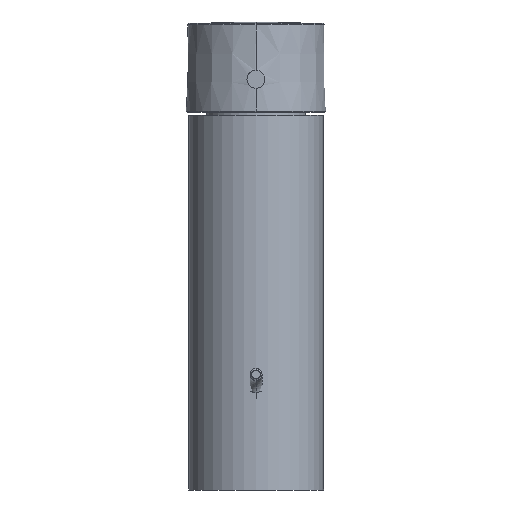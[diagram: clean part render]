
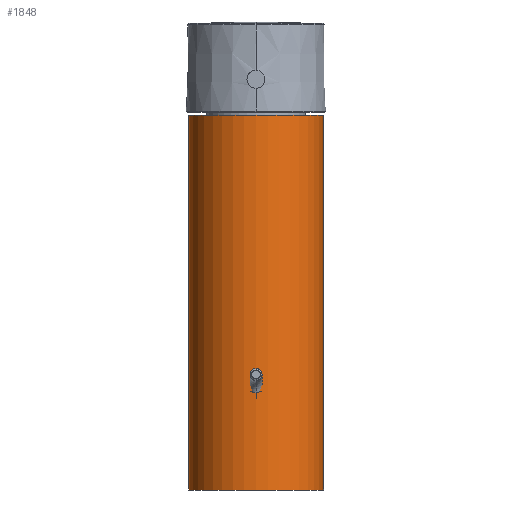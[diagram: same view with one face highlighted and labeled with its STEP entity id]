
A CAD part, left-side view. The second image highlights one B-rep face of the part: STEP entity #1848.
In plain terms, the highlighted cylindrical face has radius 22.5 mm (diameter 45 mm), a partial arc.
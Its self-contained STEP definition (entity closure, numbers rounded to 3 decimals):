
#6 = DIRECTION ( 'NONE',  ( 0., 0., 1. ) ) ;
#7 = DIRECTION ( 'NONE',  ( 0., 1., 0. ) ) ;
#21 = VERTEX_POINT ( 'NONE', #706 ) ;
#58 = CARTESIAN_POINT ( 'NONE',  ( 0., -125., -22.5 ) ) ;
#82 = EDGE_CURVE ( 'NONE', #718, #21, #2141, .T. ) ;
#260 = CARTESIAN_POINT ( 'NONE',  ( 0., -125., -22.5 ) ) ;
#262 = ORIENTED_EDGE ( 'NONE', *, *, #639, .T. ) ;
#338 = DIRECTION ( 'NONE',  ( 0., 1., 0. ) ) ;
#392 = CARTESIAN_POINT ( 'NONE',  ( 0., -125., 22.5 ) ) ;
#551 = DIRECTION ( 'NONE',  ( 0., 1., 0. ) ) ;
#598 = VERTEX_POINT ( 'NONE', #1853 ) ;
#606 = ORIENTED_EDGE ( 'NONE', *, *, #1845, .F. ) ;
#639 = EDGE_CURVE ( 'NONE', #21, #598, #1094, .T. ) ;
#706 = CARTESIAN_POINT ( 'NONE',  ( 0., -125., 22.5 ) ) ;
#718 = VERTEX_POINT ( 'NONE', #260 ) ;
#770 = CARTESIAN_POINT ( 'NONE',  ( 0., -125., 0. ) ) ;
#776 = ORIENTED_EDGE ( 'NONE', *, *, #82, .T. ) ;
#864 = AXIS2_PLACEMENT_3D ( 'NONE', #1159, #338, #1710 ) ;
#971 = AXIS2_PLACEMENT_3D ( 'NONE', #770, #7, #1976 ) ;
#1001 = EDGE_CURVE ( 'NONE', #718, #2120, #1054, .T. ) ;
#1012 = CIRCLE ( 'NONE', #2433, 22.5 ) ;
#1054 = LINE ( 'NONE', #58, #2077 ) ;
#1085 = FACE_OUTER_BOUND ( 'NONE', #2065, .T. ) ;
#1094 = LINE ( 'NONE', #392, #1123 ) ;
#1123 = VECTOR ( 'NONE', #551, 1000. ) ;
#1159 = CARTESIAN_POINT ( 'NONE',  ( 0., -125., 0. ) ) ;
#1393 = CARTESIAN_POINT ( 'NONE',  ( 0., 0., 0. ) ) ;
#1539 = DIRECTION ( 'NONE',  ( 0., 1., 0. ) ) ;
#1551 = DIRECTION ( 'NONE',  ( 0., 1., 0. ) ) ;
#1652 = CARTESIAN_POINT ( 'NONE',  ( 0., 0., -22.5 ) ) ;
#1710 = DIRECTION ( 'NONE',  ( 0., 0., 1. ) ) ;
#1845 = EDGE_CURVE ( 'NONE', #2120, #598, #1012, .T. ) ;
#1848 = ADVANCED_FACE ( 'NONE', ( #1085 ), #2420, .T. ) ;
#1853 = CARTESIAN_POINT ( 'NONE',  ( 0., 0., 22.5 ) ) ;
#1976 = DIRECTION ( 'NONE',  ( 0., 0., 1. ) ) ;
#2065 = EDGE_LOOP ( 'NONE', ( #2132, #776, #262, #606 ) ) ;
#2077 = VECTOR ( 'NONE', #1539, 1000. ) ;
#2120 = VERTEX_POINT ( 'NONE', #1652 ) ;
#2132 = ORIENTED_EDGE ( 'NONE', *, *, #1001, .F. ) ;
#2141 = CIRCLE ( 'NONE', #864, 22.5 ) ;
#2420 = CYLINDRICAL_SURFACE ( 'NONE', #971, 22.5 ) ;
#2433 = AXIS2_PLACEMENT_3D ( 'NONE', #1393, #1551, #6 ) ;
